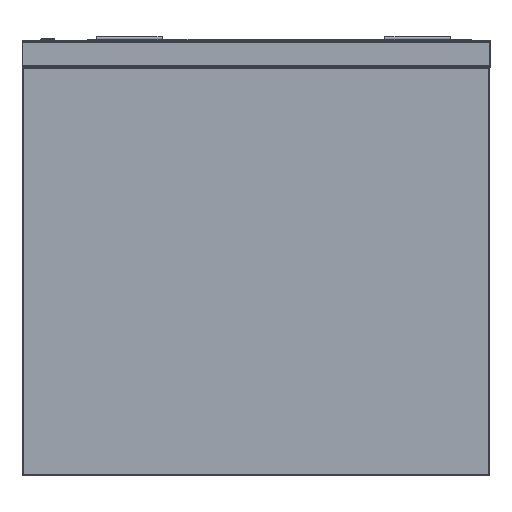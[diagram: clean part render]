
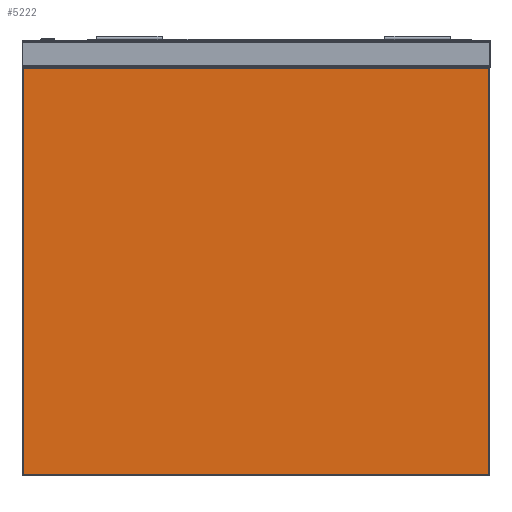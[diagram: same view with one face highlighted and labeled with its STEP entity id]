
A CAD part, left-side view. The second image highlights one B-rep face of the part: STEP entity #5222.
In plain terms, the highlighted planar face has unit normal (-1, 0, 0).
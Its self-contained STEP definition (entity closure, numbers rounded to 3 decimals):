
#141 = DIRECTION ( 'NONE',  ( 0., -1., 0. ) ) ;
#858 = LINE ( 'NONE', #28215, #32149 ) ;
#2788 = VECTOR ( 'NONE', #6935, 1000. ) ;
#3528 = CARTESIAN_POINT ( 'NONE',  ( -500., -355., -658. ) ) ;
#4656 = EDGE_LOOP ( 'NONE', ( #20013, #33833, #16978, #33274 ) ) ;
#5222 = ADVANCED_FACE ( 'Fl�che7', ( #10818 ), #18821, .T. ) ;
#6768 = DIRECTION ( 'NONE',  ( 0., 0., -1. ) ) ;
#6935 = DIRECTION ( 'NONE',  ( 0., 1., 0. ) ) ;
#9534 = VERTEX_POINT ( 'NONE', #27172 ) ;
#9652 = CARTESIAN_POINT ( 'NONE',  ( -500., 355., -42. ) ) ;
#10107 = CARTESIAN_POINT ( 'NONE',  ( -500., -355., -660. ) ) ;
#10424 = VERTEX_POINT ( 'NONE', #14862 ) ;
#10818 = FACE_OUTER_BOUND ( 'NONE', #4656, .T. ) ;
#11312 = EDGE_CURVE ( 'NONE', #10424, #27329, #33610, .T. ) ;
#11465 = CARTESIAN_POINT ( 'NONE',  ( -500., -353., -658. ) ) ;
#12435 = EDGE_CURVE ( 'NONE', #27329, #9534, #858, .T. ) ;
#14862 = CARTESIAN_POINT ( 'NONE',  ( -500., 353., -658. ) ) ;
#16978 = ORIENTED_EDGE ( 'NONE', *, *, #27513, .T. ) ;
#17256 = VECTOR ( 'NONE', #6768, 1000. ) ;
#17663 = VERTEX_POINT ( 'NONE', #17888 ) ;
#17888 = CARTESIAN_POINT ( 'NONE',  ( -500., 353., -42. ) ) ;
#18821 = PLANE ( 'NONE',  #24589 ) ;
#20013 = ORIENTED_EDGE ( 'NONE', *, *, #12435, .T. ) ;
#21727 = DIRECTION ( 'NONE',  ( -1., 0., 0. ) ) ;
#22252 = DIRECTION ( 'NONE',  ( 0., 0., 1. ) ) ;
#24589 = AXIS2_PLACEMENT_3D ( 'NONE', #10107, #21727, #26995 ) ;
#26995 = DIRECTION ( 'NONE',  ( 0., 0., 1. ) ) ;
#27172 = CARTESIAN_POINT ( 'NONE',  ( -500., -353., -42. ) ) ;
#27329 = VERTEX_POINT ( 'NONE', #11465 ) ;
#27449 = VECTOR ( 'NONE', #141, 1000. ) ;
#27513 = EDGE_CURVE ( 'NONE', #17663, #10424, #31772, .T. ) ;
#27554 = EDGE_CURVE ( 'NONE', #9534, #17663, #34499, .T. ) ;
#28215 = CARTESIAN_POINT ( 'NONE',  ( -500., -353., -660. ) ) ;
#31772 = LINE ( 'NONE', #34308, #17256 ) ;
#32149 = VECTOR ( 'NONE', #22252, 1000. ) ;
#33274 = ORIENTED_EDGE ( 'NONE', *, *, #11312, .T. ) ;
#33610 = LINE ( 'NONE', #3528, #27449 ) ;
#33833 = ORIENTED_EDGE ( 'NONE', *, *, #27554, .T. ) ;
#34308 = CARTESIAN_POINT ( 'NONE',  ( -500., 353., -660. ) ) ;
#34499 = LINE ( 'NONE', #9652, #2788 ) ;
